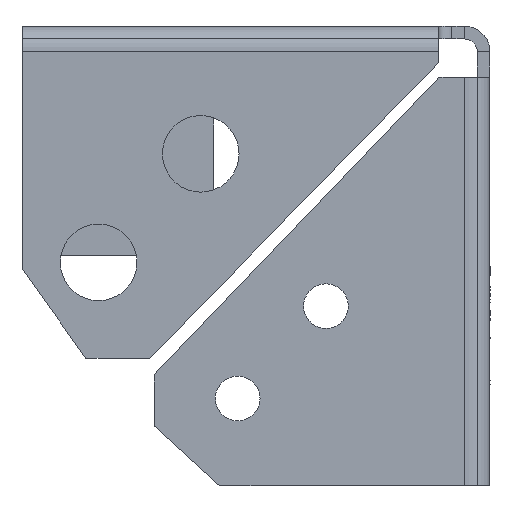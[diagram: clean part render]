
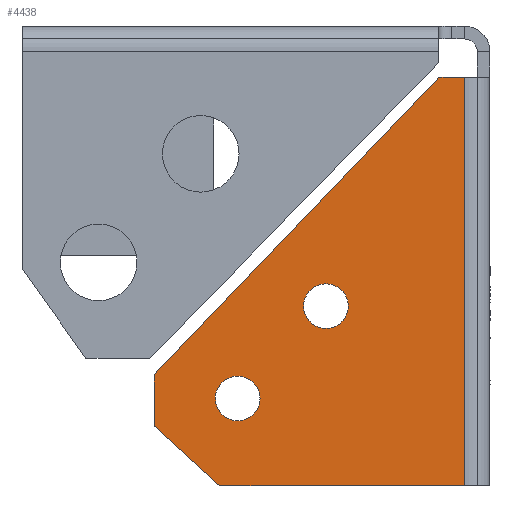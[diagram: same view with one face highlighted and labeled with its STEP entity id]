
A CAD part, front view. The second image highlights one B-rep face of the part: STEP entity #4438.
In plain terms, the highlighted planar face has unit normal (0, -1, 0).
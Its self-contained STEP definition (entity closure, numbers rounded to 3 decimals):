
#50=FACE_BOUND('',#635,.T.);
#51=FACE_BOUND('',#636,.T.);
#126=PLANE('',#4796);
#364=FACE_OUTER_BOUND('',#634,.T.);
#634=EDGE_LOOP('',(#3739,#3740,#3741,#3742,#3743,#3744));
#635=EDGE_LOOP('',(#3745));
#636=EDGE_LOOP('',(#3746));
#861=CIRCLE('',#4778,1.75);
#863=CIRCLE('',#4781,1.75);
#1296=LINE('',#14769,#1589);
#1300=LINE('',#14777,#1593);
#1303=LINE('',#14783,#1596);
#1306=LINE('',#14790,#1599);
#1309=LINE('',#14797,#1602);
#1314=LINE('',#14810,#1607);
#1589=VECTOR('',#5620,10.);
#1593=VECTOR('',#5626,10.);
#1596=VECTOR('',#5631,10.);
#1599=VECTOR('',#5636,10.);
#1602=VECTOR('',#5645,1.44);
#1607=VECTOR('',#5662,10.);
#2056=VERTEX_POINT('',#14757);
#2058=VERTEX_POINT('',#14763);
#2059=VERTEX_POINT('',#14767);
#2060=VERTEX_POINT('',#14768);
#2063=VERTEX_POINT('',#14776);
#2065=VERTEX_POINT('',#14782);
#2067=VERTEX_POINT('',#14788);
#2068=VERTEX_POINT('',#14789);
#2651=EDGE_CURVE('',#2056,#2056,#861,.T.);
#2654=EDGE_CURVE('',#2058,#2058,#863,.T.);
#2655=EDGE_CURVE('',#2059,#2060,#1296,.T.);
#2659=EDGE_CURVE('',#2060,#2063,#1300,.T.);
#2662=EDGE_CURVE('',#2065,#2059,#1303,.T.);
#2665=EDGE_CURVE('',#2067,#2068,#1306,.T.);
#2670=EDGE_CURVE('',#2068,#2065,#1309,.T.);
#2677=EDGE_CURVE('',#2063,#2067,#1314,.T.);
#3739=ORIENTED_EDGE('',*,*,#2665,.T.);
#3740=ORIENTED_EDGE('',*,*,#2670,.T.);
#3741=ORIENTED_EDGE('',*,*,#2662,.T.);
#3742=ORIENTED_EDGE('',*,*,#2655,.T.);
#3743=ORIENTED_EDGE('',*,*,#2659,.T.);
#3744=ORIENTED_EDGE('',*,*,#2677,.T.);
#3745=ORIENTED_EDGE('',*,*,#2651,.T.);
#3746=ORIENTED_EDGE('',*,*,#2654,.T.);
#4438=ADVANCED_FACE('',(#364,#50,#51),#126,.T.);
#4778=AXIS2_PLACEMENT_3D('',#14759,#5609,#5610);
#4781=AXIS2_PLACEMENT_3D('',#14765,#5616,#5617);
#4796=AXIS2_PLACEMENT_3D('',#14813,#5666,#5667);
#5609=DIRECTION('center_axis',(0.,1.,0.));
#5610=DIRECTION('ref_axis',(1.,0.,0.));
#5616=DIRECTION('center_axis',(0.,1.,0.));
#5617=DIRECTION('ref_axis',(1.,0.,0.));
#5620=DIRECTION('',(0.,0.,-1.));
#5626=DIRECTION('',(0.74,0.,-0.672));
#5631=DIRECTION('',(-0.691,0.,-0.723));
#5636=DIRECTION('',(0.,0.,1.));
#5645=DIRECTION('',(-1.,0.,0.));
#5662=DIRECTION('',(1.,0.,0.));
#5666=DIRECTION('center_axis',(0.,-1.,0.));
#5667=DIRECTION('ref_axis',(0.,0.,-1.));
#14757=CARTESIAN_POINT('',(4.053,-230.,-20.928));
#14759=CARTESIAN_POINT('Origin',(5.803,-230.,-20.928));
#14763=CARTESIAN_POINT('',(-2.861,-230.,-28.156));
#14765=CARTESIAN_POINT('Origin',(-1.111,-230.,-28.156));
#14767=CARTESIAN_POINT('',(-7.656,-230.,-26.318));
#14768=CARTESIAN_POINT('',(-7.656,-230.,-30.318));
#14769=CARTESIAN_POINT('',(-7.656,-230.,-26.318));
#14776=CARTESIAN_POINT('',(-2.5,-230.,-35.));
#14777=CARTESIAN_POINT('',(-7.656,-230.,-30.318));
#14782=CARTESIAN_POINT('',(14.649,-230.,-3.));
#14783=CARTESIAN_POINT('',(14.649,-230.,-3.));
#14788=CARTESIAN_POINT('',(16.649,-230.,-35.));
#14789=CARTESIAN_POINT('',(16.649,-230.,-3.));
#14790=CARTESIAN_POINT('',(16.649,-230.,-19.));
#14797=CARTESIAN_POINT('',(21.173,-230.,-3.));
#14810=CARTESIAN_POINT('',(16.649,-230.,-35.));
#14813=CARTESIAN_POINT('Origin',(16.78,-230.,-19.));
